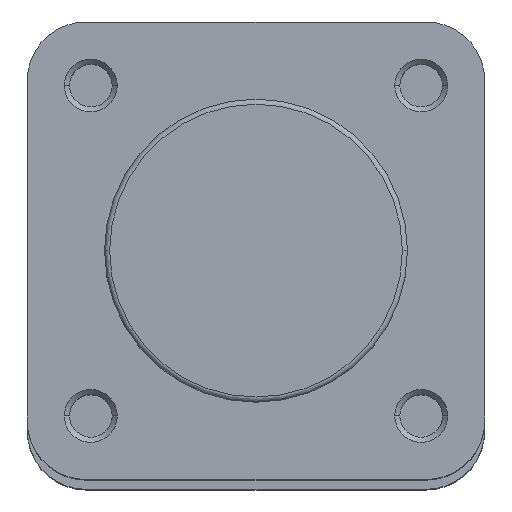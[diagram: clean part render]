
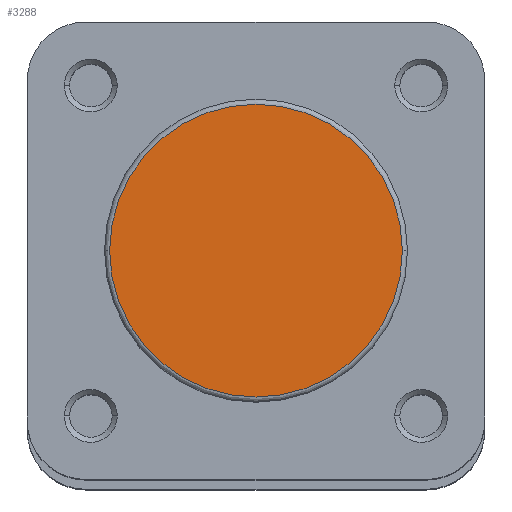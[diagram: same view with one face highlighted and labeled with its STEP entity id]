
A CAD part, top view. The second image highlights one B-rep face of the part: STEP entity #3288.
In plain terms, the highlighted planar face has unit normal (0, 0, 1).
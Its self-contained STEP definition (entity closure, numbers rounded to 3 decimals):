
#6 = AXIS2_PLACEMENT_3D ( 'NONE', #2154, #2157, #2158 ) ;
#69 = AXIS2_PLACEMENT_3D ( 'NONE', #2041, #2042, #2043 ) ;
#254 = CARTESIAN_POINT ( 'NONE',  ( 14.4, 0., 0. ) ) ;
#255 = CARTESIAN_POINT ( 'NONE',  ( -14.4, 0., 0. ) ) ;
#462 = VERTEX_POINT ( 'NONE', #255 ) ;
#463 = VERTEX_POINT ( 'NONE', #254 ) ;
#1211 = CARTESIAN_POINT ( 'NONE',  ( 0., 14.9, 0. ) ) ;
#1212 = PLANE ( 'NONE',  #4373 ) ;
#1214 = DIRECTION ( 'NONE',  ( 0., 0., -1. ) ) ;
#1215 = DIRECTION ( 'NONE',  ( -1., 0., 0. ) ) ;
#2041 = CARTESIAN_POINT ( 'NONE',  ( 0., 0., 0. ) ) ;
#2042 = DIRECTION ( 'NONE',  ( 0., 0., 1. ) ) ;
#2043 = DIRECTION ( 'NONE',  ( -1., 0., 0. ) ) ;
#2154 = CARTESIAN_POINT ( 'NONE',  ( 0., 0., 0. ) ) ;
#2157 = DIRECTION ( 'NONE',  ( 0., 0., 1. ) ) ;
#2158 = DIRECTION ( 'NONE',  ( -1., 0., 0. ) ) ;
#2252 = FACE_OUTER_BOUND ( 'NONE', #3479, .T. ) ;
#2750 = CIRCLE ( 'NONE', #69, 14.4 ) ;
#2820 = CIRCLE ( 'NONE', #6, 14.4 ) ;
#3288 = ADVANCED_FACE ( 'NONE', ( #2252 ), #1212, .F. ) ;
#3479 = EDGE_LOOP ( 'NONE', ( #3629, #3628 ) ) ;
#3628 = ORIENTED_EDGE ( 'NONE', *, *, #4624, .T. ) ;
#3629 = ORIENTED_EDGE ( 'NONE', *, *, #4670, .T. ) ;
#4373 = AXIS2_PLACEMENT_3D ( 'NONE', #1211, #1214, #1215 ) ;
#4624 = EDGE_CURVE ( 'NONE', #463, #462, #2750, .T. ) ;
#4670 = EDGE_CURVE ( 'NONE', #462, #463, #2820, .T. ) ;
